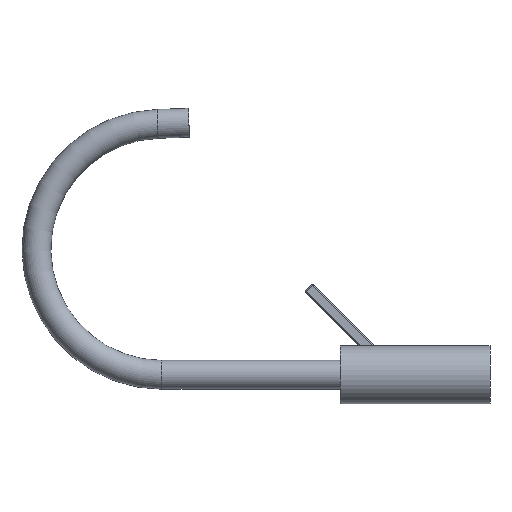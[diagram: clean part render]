
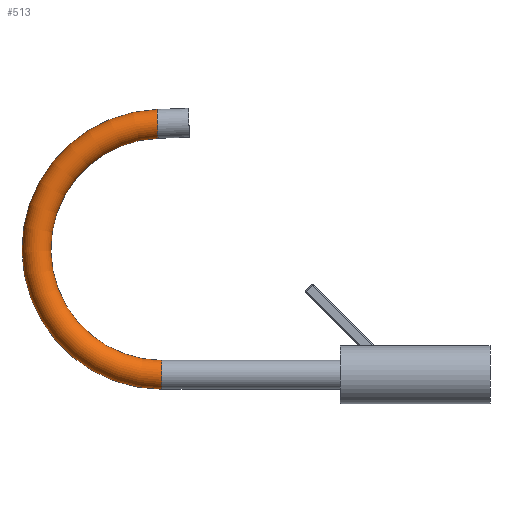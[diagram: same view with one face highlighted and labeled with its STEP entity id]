
A CAD part, left-side view. The second image highlights one B-rep face of the part: STEP entity #513.
In plain terms, the highlighted toroidal (fillet/blend) face has major radius 100 mm and minor radius 11.5 mm.
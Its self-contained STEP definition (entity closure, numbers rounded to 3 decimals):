
#11 = AXIS2_PLACEMENT_3D ( 'NONE', #1563, #1549, #1538 ) ;
#35 = DIRECTION ( 'NONE',  ( 0., 0., -1. ) ) ;
#70 = DIRECTION ( 'NONE',  ( 1., 0., 0. ) ) ;
#196 = TOROIDAL_SURFACE ( 'NONE', #2115, 100., 11.5 ) ;
#249 = VERTEX_POINT ( 'NONE', #3085 ) ;
#309 = CARTESIAN_POINT ( 'NONE',  ( 0., 164., 100. ) ) ;
#311 = VERTEX_POINT ( 'NONE', #2955 ) ;
#513 = ADVANCED_FACE ( 'NONE', ( #1835 ), #196, .T. ) ;
#581 = AXIS2_PLACEMENT_3D ( 'NONE', #2535, #2607, #2424 ) ;
#623 = EDGE_CURVE ( 'NONE', #311, #3071, #2410, .T. ) ;
#704 = ORIENTED_EDGE ( 'NONE', *, *, #3487, .T. ) ;
#869 = ORIENTED_EDGE ( 'NONE', *, *, #1264, .F. ) ;
#963 = AXIS2_PLACEMENT_3D ( 'NONE', #2616, #2552, #2524 ) ;
#1098 = CIRCLE ( 'NONE', #11, 11.5 ) ;
#1264 = EDGE_CURVE ( 'NONE', #1610, #311, #2448, .T. ) ;
#1353 = CARTESIAN_POINT ( 'NONE',  ( 0., 167.089, 188.446 ) ) ;
#1538 = DIRECTION ( 'NONE',  ( 0., 0., 1. ) ) ;
#1549 = DIRECTION ( 'NONE',  ( 0., 1., 0. ) ) ;
#1563 = CARTESIAN_POINT ( 'NONE',  ( 0., 164., 0. ) ) ;
#1610 = VERTEX_POINT ( 'NONE', #2878 ) ;
#1835 = FACE_OUTER_BOUND ( 'NONE', #2299, .T. ) ;
#1949 = CIRCLE ( 'NONE', #2885, 88.5 ) ;
#2115 = AXIS2_PLACEMENT_3D ( 'NONE', #309, #70, #35 ) ;
#2247 = ORIENTED_EDGE ( 'NONE', *, *, #2347, .T. ) ;
#2269 = DIRECTION ( 'NONE',  ( 0., 0., -1. ) ) ;
#2297 = DIRECTION ( 'NONE',  ( 1., 0., 0. ) ) ;
#2299 = EDGE_LOOP ( 'NONE', ( #869, #704, #2247, #3233 ) ) ;
#2323 = CARTESIAN_POINT ( 'NONE',  ( 0., 164., 100. ) ) ;
#2347 = EDGE_CURVE ( 'NONE', #249, #3071, #1949, .T. ) ;
#2410 = CIRCLE ( 'NONE', #581, 11.5 ) ;
#2424 = DIRECTION ( 'NONE',  ( 0., -0.035, -0.999 ) ) ;
#2448 = CIRCLE ( 'NONE', #963, 111.5 ) ;
#2524 = DIRECTION ( 'NONE',  ( 0., 0., -1. ) ) ;
#2535 = CARTESIAN_POINT ( 'NONE',  ( 0., 167.49, 199.939 ) ) ;
#2552 = DIRECTION ( 'NONE',  ( 1., 0., 0. ) ) ;
#2607 = DIRECTION ( 'NONE',  ( 0., -0.999, 0.035 ) ) ;
#2616 = CARTESIAN_POINT ( 'NONE',  ( 0., 164., 100. ) ) ;
#2878 = CARTESIAN_POINT ( 'NONE',  ( 0., 164., -11.5 ) ) ;
#2885 = AXIS2_PLACEMENT_3D ( 'NONE', #2323, #2297, #2269 ) ;
#2955 = CARTESIAN_POINT ( 'NONE',  ( 0., 167.891, 211.432 ) ) ;
#3071 = VERTEX_POINT ( 'NONE', #1353 ) ;
#3085 = CARTESIAN_POINT ( 'NONE',  ( 0., 164., 11.5 ) ) ;
#3233 = ORIENTED_EDGE ( 'NONE', *, *, #623, .F. ) ;
#3487 = EDGE_CURVE ( 'NONE', #1610, #249, #1098, .T. ) ;
